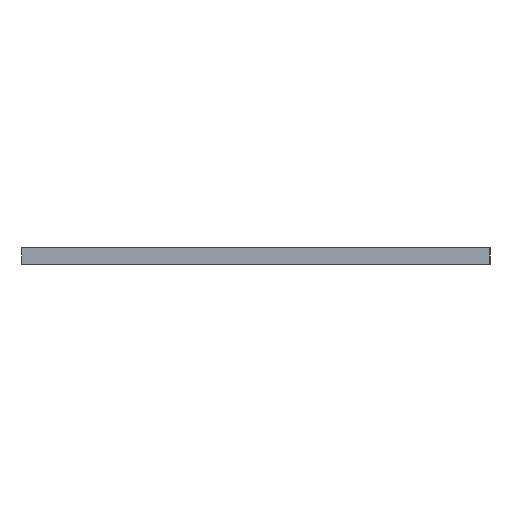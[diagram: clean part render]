
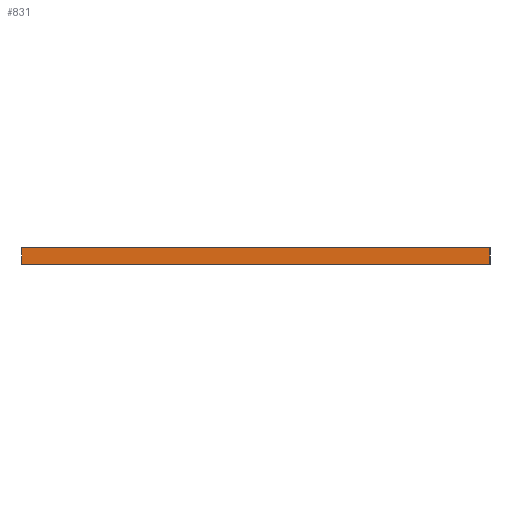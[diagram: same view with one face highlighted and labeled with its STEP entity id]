
A CAD part, left-side view. The second image highlights one B-rep face of the part: STEP entity #831.
In plain terms, the highlighted planar face has unit normal (-1, 0, 0).
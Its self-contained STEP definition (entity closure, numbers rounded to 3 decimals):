
#771=CARTESIAN_POINT('POINT57',(0.,0.,62.5)
   );
#772=VERTEX_POINT('VERTEX57',#771);
#779=CARTESIAN_POINT('POINT58',(0.,0.,0.));
#780=VERTEX_POINT('VERTEX58',#779);
#781=CARTESIAN_POINT('POS93',(0.,0.,0.));
#782=DIRECTION('DIR124',(0.,0.,1.));
#783=VECTOR('VEC62',#782,25.4);
#784=LINE('STRAIGHT62',#781,#783);
#785=EDGE_CURVE('EDGE82',#780,#772,#784,.T.);
#801=ORIENTED_EDGE('COEDGE109',*,*,#785,.T.);
#802=CARTESIAN_POINT('POINT59',(0.,1750.,62.5
   ));
#803=VERTEX_POINT('VERTEX59',#802);
#804=CARTESIAN_POINT('POS96',(0.,875.,62.5))
   ;
#805=DIRECTION('DIR128',(0.,1.,0.));
#806=VECTOR('VEC64',#805,25.4);
#807=LINE('STRAIGHT64',#804,#806);
#808=EDGE_CURVE('EDGE84',#772,#803,#807,.T.);
#809=ORIENTED_EDGE('COEDGE110',*,*,#808,.T.);
#810=CARTESIAN_POINT('POINT60',(0.,1750.,0.));
#811=VERTEX_POINT('VERTEX60',#810);
#812=CARTESIAN_POINT('POS97',(0.,1750.,0.));
#813=DIRECTION('DIR129',(0.,0.,1.));
#814=VECTOR('VEC65',#813,25.4);
#815=LINE('STRAIGHT65',#812,#814);
#816=EDGE_CURVE('EDGE85',#811,#803,#815,.T.);
#817=ORIENTED_EDGE('COEDGE111',*,*,#816,.F.);
#818=CARTESIAN_POINT('POS98',(0.,875.,0.));
#819=DIRECTION('DIR130',(0.,-1.,0.));
#820=VECTOR('VEC66',#819,25.4);
#821=LINE('STRAIGHT66',#818,#820);
#822=EDGE_CURVE('EDGE86',#811,#780,#821,.T.);
#823=ORIENTED_EDGE('COEDGE112',*,*,#822,.T.);
#824=EDGE_LOOP('NONE',(#801,#809,#817,#823));
#825=FACE_BOUND('LOOP1',#824,.T.);
#826=CARTESIAN_POINT('POS99',(0.,875.,0.));
#827=DIRECTION('DIR131',(-1.,0.,0.));
#828=DIRECTION('DIR132',(0.,1.,0.));
#829=AXIS2_PLACEMENT_3D('AXIS33',#826,#827,#828);
#830=PLANE('PLANE18',#829);
#831=ADVANCED_FACE('FACE28',(#825),#830,.T.);
